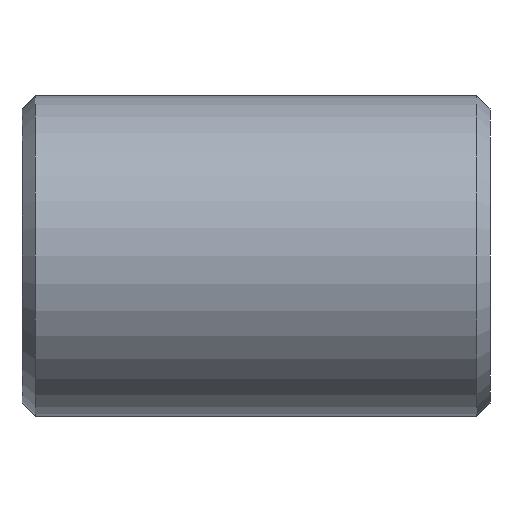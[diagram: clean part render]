
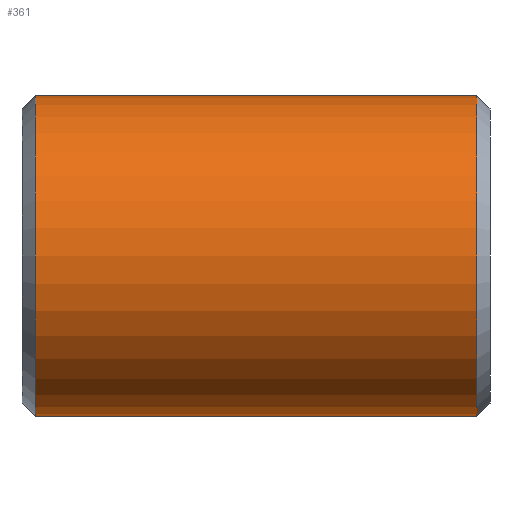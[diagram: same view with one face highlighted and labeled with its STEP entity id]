
A CAD part, front view. The second image highlights one B-rep face of the part: STEP entity #361.
In plain terms, the highlighted cylindrical face has radius 1.2 mm (diameter 2.4 mm), a partial arc.
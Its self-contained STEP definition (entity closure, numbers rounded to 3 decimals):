
#40=DIRECTION('',(1.,0.,0.));
#41=VECTOR('',#40,3.3);
#42=CARTESIAN_POINT('',(0.1,0.,
-1.2));
#43=LINE('',#42,#41);
#116=CARTESIAN_POINT('',(3.4,0.,0.));
#117=DIRECTION('',(1.,0.,0.));
#118=DIRECTION('',(0.,0.,1.));
#119=AXIS2_PLACEMENT_3D('',#116,#117,#118);
#121=CARTESIAN_POINT('',(0.1,0.,0.));
#122=DIRECTION('',(-1.,0.,0.));
#123=DIRECTION('',(0.,0.,-1.));
#124=AXIS2_PLACEMENT_3D('',#121,#122,#123);
#126=DIRECTION('',(1.,0.,0.));
#127=VECTOR('',#126,3.3);
#128=CARTESIAN_POINT('',(0.1,0.,
1.2));
#129=LINE('',#128,#127);
#142=CARTESIAN_POINT('',(3.4,0.,-1.2));
#143=CARTESIAN_POINT('',(3.4,0.,1.2));
#144=VERTEX_POINT('',#142);
#145=VERTEX_POINT('',#143);
#150=CARTESIAN_POINT('',(0.1,0.,-1.2));
#151=CARTESIAN_POINT('',(0.1,0.,1.2));
#152=VERTEX_POINT('',#150);
#153=VERTEX_POINT('',#151);
#350=CARTESIAN_POINT('',(0.,0.,0.));
#351=DIRECTION('',(1.,0.,0.));
#352=DIRECTION('',(0.,0.,-1.));
#353=AXIS2_PLACEMENT_3D('',#350,#351,#352);
#354=CYLINDRICAL_SURFACE('',#353,1.2);
#355=ORIENTED_EDGE('',*,*,#344,.T.);
#356=ORIENTED_EDGE('',*,*,#218,.F.);
#357=ORIENTED_EDGE('',*,*,#188,.T.);
#358=ORIENTED_EDGE('',*,*,#215,.T.);
#359=EDGE_LOOP('',(#355,#356,#357,#358));
#360=FACE_OUTER_BOUND('',#359,.F.);
#361=ADVANCED_FACE('',(#360),#354,.T.);
#120=CIRCLE('',#119,1.2);
#125=CIRCLE('',#124,1.2);
#188=EDGE_CURVE('',#152,#153,#125,.T.);
#215=EDGE_CURVE('',#153,#145,#129,.T.);
#218=EDGE_CURVE('',#152,#144,#43,.T.);
#344=EDGE_CURVE('',#145,#144,#120,.T.);
